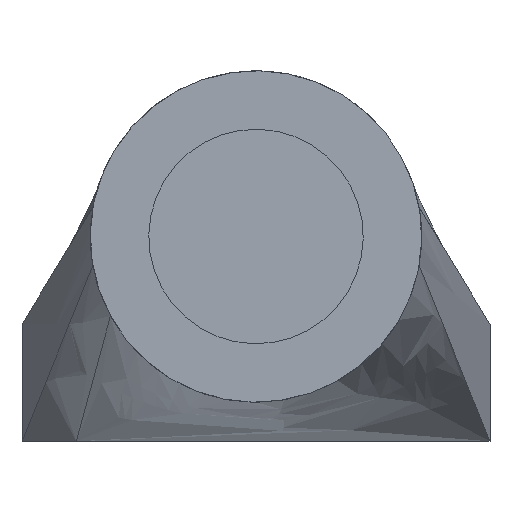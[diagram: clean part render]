
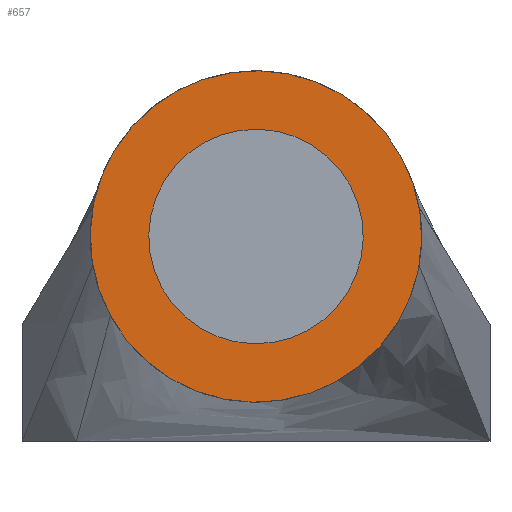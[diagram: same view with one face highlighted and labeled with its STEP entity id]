
A CAD part, front view. The second image highlights one B-rep face of the part: STEP entity #657.
In plain terms, the highlighted planar face has unit normal (0, -1, 0).
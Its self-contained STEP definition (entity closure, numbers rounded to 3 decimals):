
#555=AXIS2_PLACEMENT_3D('Circle Axis2P3D',#553,#554,$) ;
#580=AXIS2_PLACEMENT_3D('Circle Axis2P3D',#578,#579,$) ;
#598=AXIS2_PLACEMENT_3D('Circle Axis2P3D',#596,#597,$) ;
#629=AXIS2_PLACEMENT_3D('Circle Axis2P3D',#627,#628,$) ;
#647=AXIS2_PLACEMENT_3D('Plane Axis2P3D',#644,#645,#646) ;
#550=CARTESIAN_POINT('Vertex',(8.413,0.,6.568)) ;
#553=CARTESIAN_POINT('Axis2P3D Location',(6.,0.,5.25)) ;
#557=CARTESIAN_POINT('Vertex',(3.587,0.,3.932)) ;
#578=CARTESIAN_POINT('Axis2P3D Location',(6.,0.,5.25)) ;
#596=CARTESIAN_POINT('Axis2P3D Location',(6.,0.,5.25)) ;
#600=CARTESIAN_POINT('Vertex',(9.73,0.,7.288)) ;
#602=CARTESIAN_POINT('Vertex',(2.27,0.,3.212)) ;
#627=CARTESIAN_POINT('Axis2P3D Location',(6.,0.,5.25)) ;
#644=CARTESIAN_POINT('Axis2P3D Location',(10.25,0.,5.25)) ;
#554=DIRECTION('Axis2P3D Direction',(0.,-1.,0.)) ;
#579=DIRECTION('Axis2P3D Direction',(0.,-1.,0.)) ;
#597=DIRECTION('Axis2P3D Direction',(0.,-1.,0.)) ;
#628=DIRECTION('Axis2P3D Direction',(0.,-1.,0.)) ;
#645=DIRECTION('Axis2P3D Direction',(0.,-1.,0.)) ;
#646=DIRECTION('Axis2P3D XDirection',(1.,0.,0.)) ;
#650=ORIENTED_EDGE('',*,*,#631,.T.) ;
#651=ORIENTED_EDGE('',*,*,#604,.T.) ;
#654=ORIENTED_EDGE('',*,*,#559,.F.) ;
#655=ORIENTED_EDGE('',*,*,#582,.F.) ;
#656=FACE_BOUND('',#653,.T.) ;
#657=ADVANCED_FACE('S3D',(#652,#656),#648,.T.) ;
#556=CIRCLE('generated circle',#555,2.75) ;
#581=CIRCLE('generated circle',#580,2.75) ;
#599=CIRCLE('generated circle',#598,4.25) ;
#630=CIRCLE('generated circle',#629,4.25) ;
#559=EDGE_CURVE('',#551,#558,#556,.T.) ;
#582=EDGE_CURVE('',#558,#551,#581,.T.) ;
#604=EDGE_CURVE('',#601,#603,#599,.T.) ;
#631=EDGE_CURVE('',#603,#601,#630,.T.) ;
#649=EDGE_LOOP('',(#650,#651)) ;
#653=EDGE_LOOP('',(#654,#655)) ;
#652=FACE_OUTER_BOUND('',#649,.T.) ;
#648=PLANE('',#647) ;
#551=VERTEX_POINT('',#550) ;
#558=VERTEX_POINT('',#557) ;
#601=VERTEX_POINT('',#600) ;
#603=VERTEX_POINT('',#602) ;
